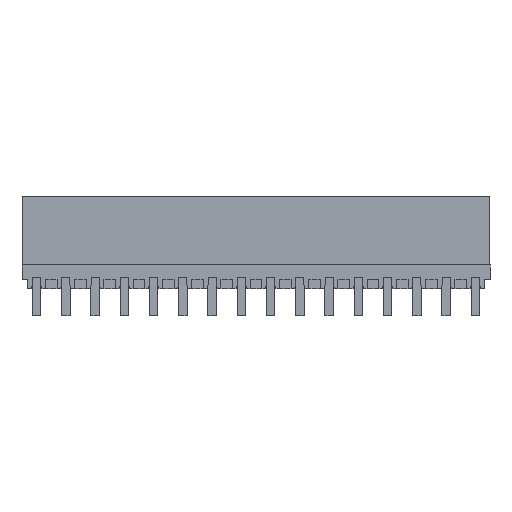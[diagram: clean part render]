
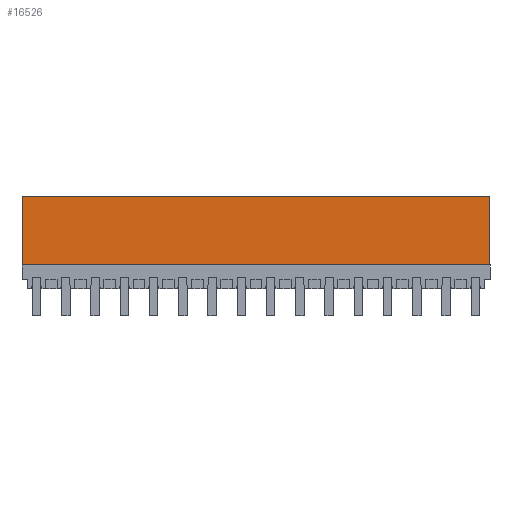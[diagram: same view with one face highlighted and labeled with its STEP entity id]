
A CAD part, front view. The second image highlights one B-rep face of the part: STEP entity #16526.
In plain terms, the highlighted planar face has unit normal (0, -1, 0).
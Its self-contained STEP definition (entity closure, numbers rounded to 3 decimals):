
#16513=AXIS2_PLACEMENT_3D('Plane Axis2P3D',#16510,#16511,#16512) ;
#5593=CARTESIAN_POINT('Line Origine',(56.,0.,10.15)) ;
#5597=CARTESIAN_POINT('Vertex',(56.,0.,14.25)) ;
#5599=CARTESIAN_POINT('Vertex',(56.,0.,6.05)) ;
#9966=CARTESIAN_POINT('Vertex',(0.,0.,6.05)) ;
#9969=CARTESIAN_POINT('Line Origine',(0.,0.,10.15)) ;
#9973=CARTESIAN_POINT('Vertex',(0.,0.,14.25)) ;
#10507=CARTESIAN_POINT('Line Origine',(28.,0.,6.05)) ;
#16510=CARTESIAN_POINT('Axis2P3D Location',(41.3,0.,14.25)) ;
#16515=CARTESIAN_POINT('Line Origine',(28.,0.,14.25)) ;
#5594=DIRECTION('Vector Direction',(0.,0.,-1.)) ;
#9970=DIRECTION('Vector Direction',(0.,0.,-1.)) ;
#10508=DIRECTION('Vector Direction',(1.,0.,0.)) ;
#16511=DIRECTION('Axis2P3D Direction',(0.,-1.,0.)) ;
#16512=DIRECTION('Axis2P3D XDirection',(0.,0.,-1.)) ;
#16516=DIRECTION('Vector Direction',(1.,0.,0.)) ;
#5595=VECTOR('Line Direction',#5594,1.) ;
#9971=VECTOR('Line Direction',#9970,1.) ;
#10509=VECTOR('Line Direction',#10508,1.) ;
#16517=VECTOR('Line Direction',#16516,1.) ;
#16521=ORIENTED_EDGE('',*,*,#9975,.T.) ;
#16522=ORIENTED_EDGE('',*,*,#10511,.F.) ;
#16523=ORIENTED_EDGE('',*,*,#5601,.F.) ;
#16524=ORIENTED_EDGE('',*,*,#16519,.F.) ;
#16526=ADVANCED_FACE('HOUSING',(#16525),#16514,.T.) ;
#5601=EDGE_CURVE('',#5598,#5600,#5596,.T.) ;
#9975=EDGE_CURVE('',#9974,#9967,#9972,.T.) ;
#10511=EDGE_CURVE('',#5600,#9967,#10510,.F.) ;
#16519=EDGE_CURVE('',#9974,#5598,#16518,.T.) ;
#16520=EDGE_LOOP('',(#16521,#16522,#16523,#16524)) ;
#16525=FACE_OUTER_BOUND('',#16520,.T.) ;
#5596=LINE('Line',#5593,#5595) ;
#9972=LINE('Line',#9969,#9971) ;
#10510=LINE('Line',#10507,#10509) ;
#16518=LINE('Line',#16515,#16517) ;
#16514=PLANE('',#16513) ;
#5598=VERTEX_POINT('',#5597) ;
#5600=VERTEX_POINT('',#5599) ;
#9967=VERTEX_POINT('',#9966) ;
#9974=VERTEX_POINT('',#9973) ;
